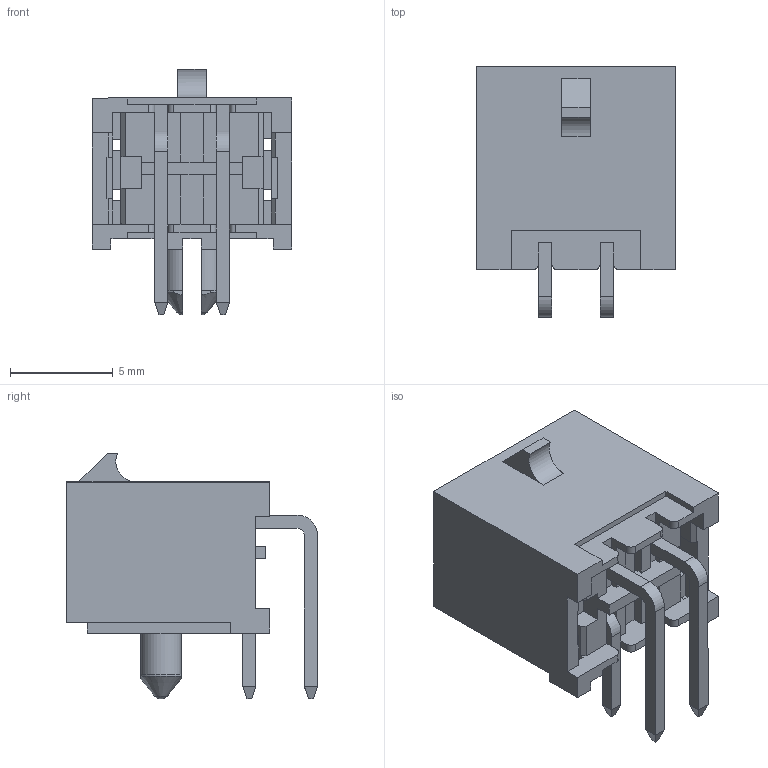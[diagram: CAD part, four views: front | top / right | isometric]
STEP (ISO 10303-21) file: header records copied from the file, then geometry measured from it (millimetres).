
FILE_DESCRIPTION(/* description */ (''),/* implementation_level */ '2;1');
FILE_NAME(/* name */ '66200421024',/* time_stamp */ '2023-09-13T15:24:18+02:00',/* author */ ('WE France'),/* organization */ (''),/* preprocessor_version */ 'ST-DEVELOPER v18.104',/* originating_system */ 'Solid Edge',/* authorisation */ 'Unknown');
FILE_SCHEMA (('AP242_MANAGED_MODEL_BASED_3D_ENGINEERING_MIM_LF { 1 0 10303 442 1 1 4 }','AUTOMOTIVE_DESIGN {1 0 10303 214 3 1 1}'));
Length unit declared in the file: millimetre
Products named in the file (4): 6620xx21024; 66200421022; 6620xx21024_PIN_COURTE; 6620xx21024_PIN_LONGUE
Assembly tree (5 placements, depth 2):
  6620xx21024
    66200421022
    6620xx21024_PIN_COURTE  x2
    6620xx21024_PIN_LONGUE  x2
Bounding box: 9.71 x 12.22 x 11.96 mm (x, y, z)
Volume: 431.9 mm3; surface area: 1158.2 mm2
Topology: 5 solids, 5 shells, 287 faces, 794 edges, 510 vertices
Faces by surface type: plane 262, cylinder 21, cone 2, torus 2
Entity records: 8237 total; most frequent: CARTESIAN_POINT 1413, ORIENTED_EDGE 1396, DIRECTION 1236, EDGE_CURVE 698, LINE 650, VECTOR 650, VERTEX_POINT 454, AXIS2_PLACEMENT_3D 293
